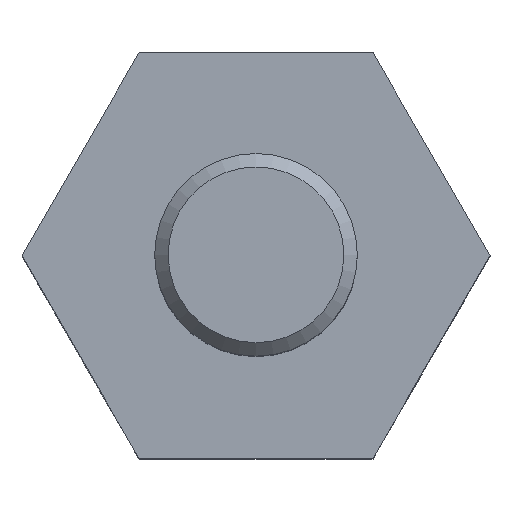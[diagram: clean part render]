
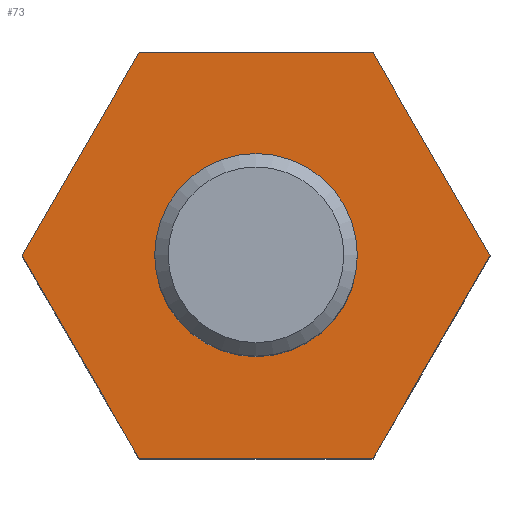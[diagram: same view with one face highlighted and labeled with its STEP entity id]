
A CAD part, top view. The second image highlights one B-rep face of the part: STEP entity #73.
In plain terms, the highlighted planar face has unit normal (0, 0, 1).
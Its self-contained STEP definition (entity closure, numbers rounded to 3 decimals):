
#73 = ADVANCED_FACE( '', ( #157, #158 ), #159, .T. );
#157 = FACE_BOUND( '', #251, .T. );
#158 = FACE_OUTER_BOUND( '', #252, .T. );
#159 = PLANE( '', #253 );
#251 = EDGE_LOOP( '', ( #387 ) );
#252 = EDGE_LOOP( '', ( #388, #389, #390, #391, #392, #393 ) );
#253 = AXIS2_PLACEMENT_3D( '', #394, #395, #396 );
#387 = ORIENTED_EDGE( '', *, *, #488, .T. );
#388 = ORIENTED_EDGE( '', *, *, #517, .T. );
#389 = ORIENTED_EDGE( '', *, *, #501, .T. );
#390 = ORIENTED_EDGE( '', *, *, #507, .T. );
#391 = ORIENTED_EDGE( '', *, *, #524, .T. );
#392 = ORIENTED_EDGE( '', *, *, #510, .T. );
#393 = ORIENTED_EDGE( '', *, *, #496, .T. );
#394 = CARTESIAN_POINT( '', ( 0., 0., 8. ) );
#395 = DIRECTION( '', ( 0., 0., 1. ) );
#396 = DIRECTION( '', ( 1., 0., 0. ) );
#488 = EDGE_CURVE( '', #560, #560, #561, .F. );
#496 = EDGE_CURVE( '', #574, #572, #575, .T. );
#501 = EDGE_CURVE( '', #583, #581, #584, .T. );
#507 = EDGE_CURVE( '', #581, #592, #594, .T. );
#510 = EDGE_CURVE( '', #597, #574, #598, .T. );
#517 = EDGE_CURVE( '', #572, #583, #608, .T. );
#524 = EDGE_CURVE( '', #592, #597, #616, .T. );
#560 = VERTEX_POINT( '', #667 );
#561 = CIRCLE( '', #668, 1.267 );
#572 = VERTEX_POINT( '', #686 );
#574 = VERTEX_POINT( '', #689 );
#575 = LINE( '', #690, #691 );
#581 = VERTEX_POINT( '', #705 );
#583 = VERTEX_POINT( '', #708 );
#584 = LINE( '', #709, #710 );
#592 = VERTEX_POINT( '', #731 );
#594 = LINE( '', #734, #735 );
#597 = VERTEX_POINT( '', #743 );
#598 = LINE( '', #744, #745 );
#608 = LINE( '', #768, #769 );
#616 = LINE( '', #784, #785 );
#667 = CARTESIAN_POINT( '', ( 1.267, 0., 8. ) );
#668 = AXIS2_PLACEMENT_3D( '', #834, #835, #836 );
#686 = CARTESIAN_POINT( '', ( 1.732, 3., 8. ) );
#689 = CARTESIAN_POINT( '', ( 3.464, 0., 8. ) );
#690 = CARTESIAN_POINT( '', ( 3.464, 0., 8. ) );
#691 = VECTOR( '', #847, 1000. );
#705 = CARTESIAN_POINT( '', ( -3.464, 0., 8. ) );
#708 = CARTESIAN_POINT( '', ( -1.732, 3., 8. ) );
#709 = CARTESIAN_POINT( '', ( -1.732, 3., 8. ) );
#710 = VECTOR( '', #850, 1000. );
#731 = CARTESIAN_POINT( '', ( -1.732, -3., 8. ) );
#734 = CARTESIAN_POINT( '', ( -3.464, 0., 8. ) );
#735 = VECTOR( '', #853, 1000. );
#743 = CARTESIAN_POINT( '', ( 1.732, -3., 8. ) );
#744 = CARTESIAN_POINT( '', ( 1.732, -3., 8. ) );
#745 = VECTOR( '', #854, 1000. );
#768 = CARTESIAN_POINT( '', ( 1.732, 3., 8. ) );
#769 = VECTOR( '', #859, 1000. );
#784 = CARTESIAN_POINT( '', ( -1.732, -3., 8. ) );
#785 = VECTOR( '', #866, 1000. );
#834 = CARTESIAN_POINT( '', ( 0., 0., 8. ) );
#835 = DIRECTION( '', ( 0., 0., 1. ) );
#836 = DIRECTION( '', ( 1., 0., 0. ) );
#847 = DIRECTION( '', ( -0.5, 0.866, 0. ) );
#850 = DIRECTION( '', ( -0.5, -0.866, 0. ) );
#853 = DIRECTION( '', ( 0.5, -0.866, 0. ) );
#854 = DIRECTION( '', ( 0.5, 0.866, 0. ) );
#859 = DIRECTION( '', ( -1., 0., 0. ) );
#866 = DIRECTION( '', ( 1., 0., 0. ) );
